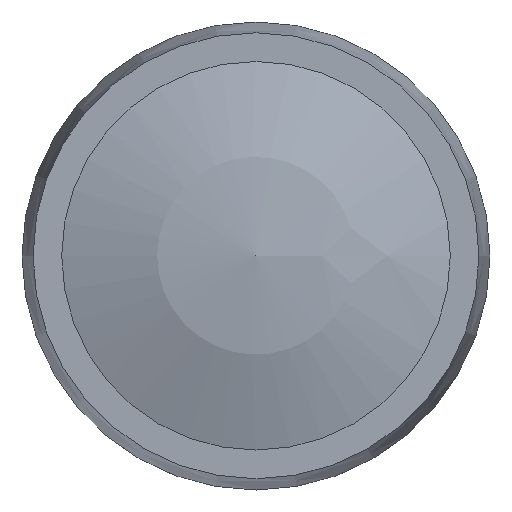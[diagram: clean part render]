
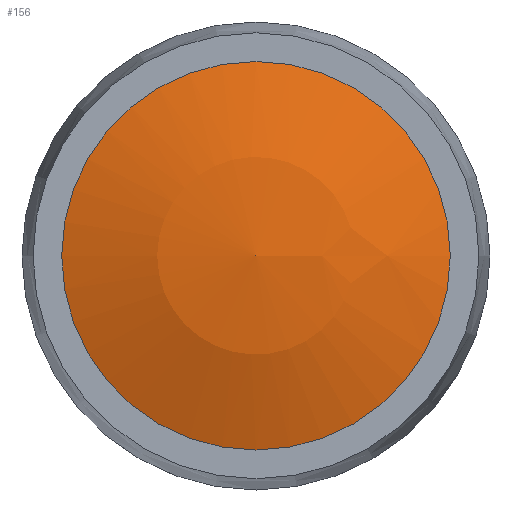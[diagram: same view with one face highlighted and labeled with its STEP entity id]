
A CAD part, top view. The second image highlights one B-rep face of the part: STEP entity #156.
In plain terms, the highlighted spherical face has radius 30 mm.
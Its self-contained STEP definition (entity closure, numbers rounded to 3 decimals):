
#156 = ADVANCED_FACE( '', ( #407 ), #408, .T. );
#407 = FACE_OUTER_BOUND( '', #787, .T. );
#408 = SPHERICAL_SURFACE( '', #788, 30. );
#787 = EDGE_LOOP( '', ( #1244 ) );
#788 = AXIS2_PLACEMENT_3D( '', #1245, #1246, #1247 );
#1244 = ORIENTED_EDGE( '', *, *, #2113, .T. );
#1245 = CARTESIAN_POINT( '', ( 0., 0., -1.2 ) );
#1246 = DIRECTION( '', ( 0., 0., 1. ) );
#1247 = DIRECTION( '', ( 1., 0., 0. ) );
#2113 = EDGE_CURVE( '', #2532, #2532, #2533, .T. );
#2532 = VERTEX_POINT( '', #3181 );
#2533 = CIRCLE( '', #3182, 10.794 );
#3181 = CARTESIAN_POINT( '', ( 10.794, 0., 26.791 ) );
#3182 = AXIS2_PLACEMENT_3D( '', #3920, #3921, #3922 );
#3920 = CARTESIAN_POINT( '', ( 0., 0., 26.791 ) );
#3921 = DIRECTION( '', ( 0., 0., 1. ) );
#3922 = DIRECTION( '', ( 1., 0., 0. ) );
